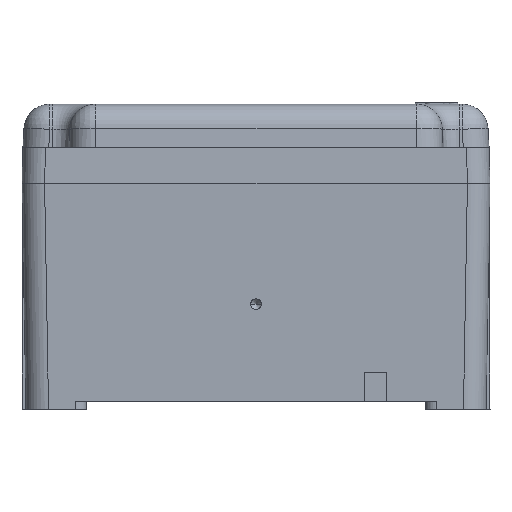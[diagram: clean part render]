
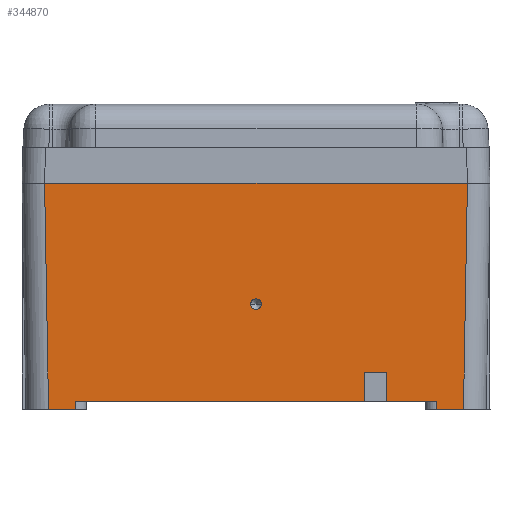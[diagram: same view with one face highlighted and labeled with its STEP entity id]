
A CAD part, front view. The second image highlights one B-rep face of the part: STEP entity #344870.
In plain terms, the highlighted face is planar.
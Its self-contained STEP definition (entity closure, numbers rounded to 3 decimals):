
#329500=CARTESIAN_POINT('',(-9.922,165.257,
-154.256));
#329510=DIRECTION('',(-1.,-0.017,
0.017));
#329520=VECTOR('',#329510,1.);
#329530=LINE('',#329500,#329520);
#329540=CARTESIAN_POINT('',(32.7,166.001,
-155.));
#329550=VERTEX_POINT('',#329540);
#329560=CARTESIAN_POINT('',(-37.3,164.779,
-153.778));
#329570=VERTEX_POINT('',#329560);
#329580=EDGE_CURVE('',#329550,#329570,#329530,.T.);
#343780=CARTESIAN_POINT('',(-37.289,178.5,
-153.778));
#343790=DIRECTION('',(-0.017,0.,
-1.));
#343800=DIRECTION('',(0.,1.,0.));
#343810=AXIS2_PLACEMENT_3D('',#343780,#343790,#343800);
#343820=PLANE('',#343810);
#343830=CARTESIAN_POINT('',(-4.771,100.5,
-154.346));
#343840=DIRECTION('',(-0.017,0.,
-1.));
#343850=DIRECTION('',(1.,0.,
-0.017));
#343860=AXIS2_PLACEMENT_3D('',#343830,#343840,#343850);
#343870=ELLIPSE('',#343860,1.639,1.638);
#343880=CARTESIAN_POINT('',(-3.133,100.5,
-154.375));
#343890=VERTEX_POINT('',#343880);
#343900=CARTESIAN_POINT('',(-4.8,98.862,
-154.345));
#343910=VERTEX_POINT('',#343900);
#343920=EDGE_CURVE('',#343890,#343910,#343870,.T.);
#343930=ORIENTED_EDGE('',*,*,#343920,.F.);
#343940=CARTESIAN_POINT('',(-4.8,102.138,
-154.345));
#343950=VERTEX_POINT('',#343940);
#343960=EDGE_CURVE('',#343910,#343950,#343870,.T.);
#343970=ORIENTED_EDGE('',*,*,#343960,.F.);
#343980=EDGE_CURVE('',#343950,#343890,#343870,.T.);
#343990=ORIENTED_EDGE('',*,*,#343980,.F.);
#344000=EDGE_LOOP('',(#343990,#343970,#343930));
#344010=FACE_BOUND('',#344000,.T.);
#344020=CARTESIAN_POINT('',(-9.861,44.5,
-154.257));
#344030=DIRECTION('',(-1.,0.,
0.017));
#344040=VECTOR('',#344030,1.);
#344050=LINE('',#344020,#344040);
#344060=CARTESIAN_POINT('',(-34.8,44.5,
-153.822));
#344070=VERTEX_POINT('',#344060);
#344080=CARTESIAN_POINT('',(-37.3,44.5,
-153.778));
#344090=VERTEX_POINT('',#344080);
#344100=EDGE_CURVE('',#344070,#344090,#344050,.T.);
#344110=ORIENTED_EDGE('',*,*,#344100,.F.);
#344120=CARTESIAN_POINT('',(-37.3,47.736,
-153.778));
#344130=DIRECTION('',(0.,-1.,0.));
#344140=VECTOR('',#344130,1.);
#344150=LINE('',#344120,#344140);
#344160=CARTESIAN_POINT('',(-37.3,36.221,
-153.778));
#344170=VERTEX_POINT('',#344160);
#344180=EDGE_CURVE('',#344090,#344170,#344150,.T.);
#344190=ORIENTED_EDGE('',*,*,#344180,.F.);
#344200=CARTESIAN_POINT('',(-9.922,35.743,
-154.256));
#344210=DIRECTION('',(1.,-0.017,
-0.017));
#344220=VECTOR('',#344210,1.);
#344230=LINE('',#344200,#344220);
#344240=CARTESIAN_POINT('',(32.7,34.999,
-155.));
#344250=VERTEX_POINT('',#344240);
#344260=EDGE_CURVE('',#344170,#344250,#344230,.T.);
#344270=ORIENTED_EDGE('',*,*,#344260,.F.);
#344280=CARTESIAN_POINT('',(32.7,47.736,
-155.));
#344290=DIRECTION('',(0.,-1.,0.));
#344300=VECTOR('',#344290,1.);
#344310=LINE('',#344280,#344300);
#344320=EDGE_CURVE('',#329550,#344250,#344310,.T.);
#344330=ORIENTED_EDGE('',*,*,#344320,.T.);
#344340=ORIENTED_EDGE('',*,*,#329580,.F.);
#344350=CARTESIAN_POINT('',(-37.3,47.736,
-153.778));
#344360=DIRECTION('',(0.,-1.,0.));
#344370=VECTOR('',#344360,1.);
#344380=LINE('',#344350,#344370);
#344390=CARTESIAN_POINT('',(-37.3,156.5,
-153.778));
#344400=VERTEX_POINT('',#344390);
#344410=EDGE_CURVE('',#329570,#344400,#344380,.T.);
#344420=ORIENTED_EDGE('',*,*,#344410,.F.);
#344430=CARTESIAN_POINT('',(-9.861,156.5,
-154.257));
#344440=DIRECTION('',(-1.,0.,
0.017));
#344450=VECTOR('',#344440,1.);
#344460=LINE('',#344430,#344450);
#344470=CARTESIAN_POINT('',(-34.8,156.5,
-153.822));
#344480=VERTEX_POINT('',#344470);
#344490=EDGE_CURVE('',#344480,#344400,#344460,.T.);
#344500=ORIENTED_EDGE('',*,*,#344490,.T.);
#344510=CARTESIAN_POINT('',(-34.8,47.736,
-153.822));
#344520=DIRECTION('',(0.,-1.,0.));
#344530=VECTOR('',#344520,1.);
#344540=LINE('',#344510,#344530);
#344550=CARTESIAN_POINT('',(-34.8,141.,
-153.822));
#344560=VERTEX_POINT('',#344550);
#344570=EDGE_CURVE('',#344480,#344560,#344540,.T.);
#344580=ORIENTED_EDGE('',*,*,#344570,.F.);
#344590=CARTESIAN_POINT('',(-9.8,141.,
-154.258));
#344600=DIRECTION('',(-1.,0.,
0.017));
#344610=VECTOR('',#344600,1.);
#344620=LINE('',#344590,#344610);
#344630=CARTESIAN_POINT('',(-25.8,141.,
-153.979));
#344640=VERTEX_POINT('',#344630);
#344650=EDGE_CURVE('',#344640,#344560,#344620,.T.);
#344660=ORIENTED_EDGE('',*,*,#344650,.T.);
#344670=CARTESIAN_POINT('',(-25.8,47.736,
-153.979));
#344680=DIRECTION('',(0.,-1.,0.));
#344690=VECTOR('',#344680,1.);
#344700=LINE('',#344670,#344690);
#344710=CARTESIAN_POINT('',(-25.8,134.,
-153.979));
#344720=VERTEX_POINT('',#344710);
#344730=EDGE_CURVE('',#344640,#344720,#344700,.T.);
#344740=ORIENTED_EDGE('',*,*,#344730,.F.);
#344750=CARTESIAN_POINT('',(-9.8,134.,
-154.258));
#344760=DIRECTION('',(1.,0.,
-0.017));
#344770=VECTOR('',#344760,1.);
#344780=LINE('',#344750,#344770);
#344790=CARTESIAN_POINT('',(-34.8,134.,
-153.822));
#344800=VERTEX_POINT('',#344790);
#344810=EDGE_CURVE('',#344800,#344720,#344780,.T.);
#344820=ORIENTED_EDGE('',*,*,#344810,.T.);
#344830=EDGE_CURVE('',#344800,#344070,#344540,.T.);
#344840=ORIENTED_EDGE('',*,*,#344830,.F.);
#344850=EDGE_LOOP('',(#344840,#344820,#344740,#344660,#344580,#344500,
#344420,#344340,#344330,#344270,#344190,#344110));
#344860=FACE_OUTER_BOUND('',#344850,.T.);
#344870=ADVANCED_FACE('',(#344010,#344860),#343820,.T.);
